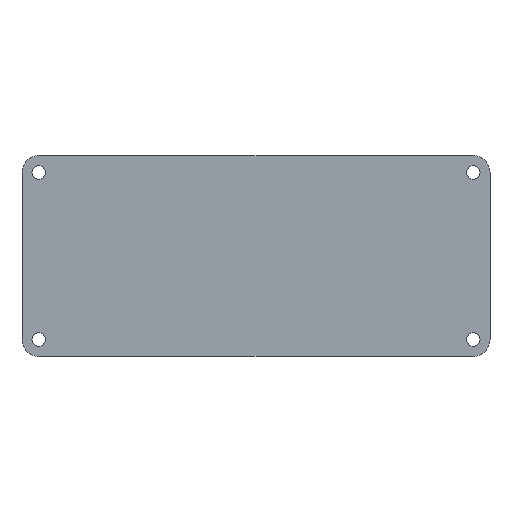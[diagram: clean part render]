
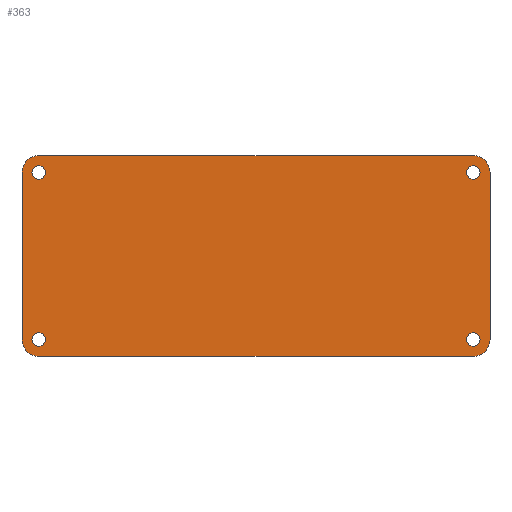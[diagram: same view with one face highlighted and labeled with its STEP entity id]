
A CAD part, top view. The second image highlights one B-rep face of the part: STEP entity #363.
In plain terms, the highlighted planar face has unit normal (0, 0, 1).
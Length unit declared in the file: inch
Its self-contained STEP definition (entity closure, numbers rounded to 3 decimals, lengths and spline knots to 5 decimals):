
#3 = CIRCLE ( 'NONE', #603, 0.1005 ) ;
#4 = EDGE_LOOP ( 'NONE', ( #477, #494 ) ) ;
#15 = VECTOR ( 'NONE', #364, 39.37008 ) ;
#25 = CARTESIAN_POINT ( 'NONE',  ( 0., 0., 0.11811 ) ) ;
#27 = EDGE_LOOP ( 'NONE', ( #473, #450 ) ) ;
#32 = CARTESIAN_POINT ( 'NONE',  ( 0.25, 2.75, 0.11811 ) ) ;
#40 = CIRCLE ( 'NONE', #172, 0.25 ) ;
#43 = DIRECTION ( 'NONE',  ( 1., 0., 0. ) ) ;
#44 = DIRECTION ( 'NONE',  ( 1., 0., 0. ) ) ;
#52 = ORIENTED_EDGE ( 'NONE', *, *, #250, .T. ) ;
#57 = ORIENTED_EDGE ( 'NONE', *, *, #499, .F. ) ;
#59 = CIRCLE ( 'NONE', #251, 0.25 ) ;
#64 = VERTEX_POINT ( 'NONE', #174 ) ;
#67 = VERTEX_POINT ( 'NONE', #126 ) ;
#73 = CARTESIAN_POINT ( 'NONE',  ( 7., 0.25, 0.11811 ) ) ;
#94 = DIRECTION ( 'NONE',  ( 1., 0., 0. ) ) ;
#103 = EDGE_LOOP ( 'NONE', ( #147, #57 ) ) ;
#111 = ORIENTED_EDGE ( 'NONE', *, *, #430, .F. ) ;
#125 = DIRECTION ( 'NONE',  ( 0., 0., -1. ) ) ;
#126 = CARTESIAN_POINT ( 'NONE',  ( 6.6495, 0.25, 0.11811 ) ) ;
#131 = VECTOR ( 'NONE', #623, 39.37008 ) ;
#138 = ORIENTED_EDGE ( 'NONE', *, *, #422, .T. ) ;
#143 = DIRECTION ( 'NONE',  ( 0., 0., 1. ) ) ;
#146 = DIRECTION ( 'NONE',  ( 0., 0., 1. ) ) ;
#147 = ORIENTED_EDGE ( 'NONE', *, *, #244, .F. ) ;
#150 = VERTEX_POINT ( 'NONE', #540 ) ;
#153 = AXIS2_PLACEMENT_3D ( 'NONE', #32, #409, #501 ) ;
#156 = CARTESIAN_POINT ( 'NONE',  ( 0., 2.75, 0.11811 ) ) ;
#157 = VERTEX_POINT ( 'NONE', #193 ) ;
#158 = VERTEX_POINT ( 'NONE', #585 ) ;
#159 = EDGE_CURVE ( 'NONE', #64, #608, #272, .T. ) ;
#162 = CIRCLE ( 'NONE', #416, 0.1005 ) ;
#165 = FACE_BOUND ( 'NONE', #503, .T. ) ;
#168 = LINE ( 'NONE', #207, #260 ) ;
#169 = EDGE_LOOP ( 'NONE', ( #459, #138, #556, #281, #448, #566, #628, #52 ) ) ;
#170 = AXIS2_PLACEMENT_3D ( 'NONE', #592, #315, #403 ) ;
#172 = AXIS2_PLACEMENT_3D ( 'NONE', #482, #223, #479 ) ;
#174 = CARTESIAN_POINT ( 'NONE',  ( 6.6495, 2.75, 0.11811 ) ) ;
#175 = CARTESIAN_POINT ( 'NONE',  ( 0.25, 2.75, 0.11811 ) ) ;
#180 = AXIS2_PLACEMENT_3D ( 'NONE', #285, #481, #44 ) ;
#181 = DIRECTION ( 'NONE',  ( 0., 0., 1. ) ) ;
#186 = EDGE_CURVE ( 'NONE', #548, #67, #361, .T. ) ;
#190 = CARTESIAN_POINT ( 'NONE',  ( 6.75, 2.75, 0.11811 ) ) ;
#192 = CIRCLE ( 'NONE', #562, 0.25 ) ;
#193 = CARTESIAN_POINT ( 'NONE',  ( 0.3505, 0.25, 0.11811 ) ) ;
#196 = CARTESIAN_POINT ( 'NONE',  ( 6.75, 2.75, 0.11811 ) ) ;
#197 = VERTEX_POINT ( 'NONE', #627 ) ;
#199 = EDGE_CURVE ( 'NONE', #197, #415, #59, .T. ) ;
#207 = CARTESIAN_POINT ( 'NONE',  ( 0., 0., 0.11811 ) ) ;
#209 = VERTEX_POINT ( 'NONE', #390 ) ;
#210 = AXIS2_PLACEMENT_3D ( 'NONE', #175, #181, #568 ) ;
#213 = FACE_BOUND ( 'NONE', #27, .T. ) ;
#218 = CIRCLE ( 'NONE', #170, 0.1005 ) ;
#223 = DIRECTION ( 'NONE',  ( 0., 0., 1. ) ) ;
#225 = CARTESIAN_POINT ( 'NONE',  ( 0.25, 2.75, 0.11811 ) ) ;
#235 = DIRECTION ( 'NONE',  ( 1., 0., 0. ) ) ;
#244 = EDGE_CURVE ( 'NONE', #484, #150, #282, .T. ) ;
#250 = EDGE_CURVE ( 'NONE', #428, #158, #542, .T. ) ;
#251 = AXIS2_PLACEMENT_3D ( 'NONE', #190, #143, #485 ) ;
#259 = CARTESIAN_POINT ( 'NONE',  ( 0., 3., 0.11811 ) ) ;
#260 = VECTOR ( 'NONE', #356, 39.37008 ) ;
#261 = VERTEX_POINT ( 'NONE', #73 ) ;
#266 = CARTESIAN_POINT ( 'NONE',  ( 6.8505, 2.75, 0.11811 ) ) ;
#267 = DIRECTION ( 'NONE',  ( -1., 0., 0. ) ) ;
#269 = CARTESIAN_POINT ( 'NONE',  ( 6.75, 0., 0.11811 ) ) ;
#270 = EDGE_CURVE ( 'NONE', #608, #64, #218, .T. ) ;
#272 = CIRCLE ( 'NONE', #561, 0.1005 ) ;
#274 = DIRECTION ( 'NONE',  ( 0., 0., 1. ) ) ;
#278 = EDGE_CURVE ( 'NONE', #580, #428, #168, .T. ) ;
#279 = CARTESIAN_POINT ( 'NONE',  ( 0., 0.25, 0.11811 ) ) ;
#281 = ORIENTED_EDGE ( 'NONE', *, *, #199, .T. ) ;
#282 = CIRCLE ( 'NONE', #153, 0.1005 ) ;
#284 = CIRCLE ( 'NONE', #210, 0.1005 ) ;
#285 = CARTESIAN_POINT ( 'NONE',  ( 6.75, 0.25, 0.11811 ) ) ;
#287 = CARTESIAN_POINT ( 'NONE',  ( 7., 0., 0.11811 ) ) ;
#315 = DIRECTION ( 'NONE',  ( 0., 0., 1. ) ) ;
#316 = VERTEX_POINT ( 'NONE', #269 ) ;
#332 = LINE ( 'NONE', #287, #131 ) ;
#334 = LINE ( 'NONE', #386, #510 ) ;
#340 = CARTESIAN_POINT ( 'NONE',  ( 0.25, 0.25, 0.11811 ) ) ;
#347 = EDGE_CURVE ( 'NONE', #415, #209, #353, .T. ) ;
#353 = LINE ( 'NONE', #259, #15 ) ;
#356 = DIRECTION ( 'NONE',  ( 0., -1., 0. ) ) ;
#361 = CIRCLE ( 'NONE', #180, 0.1005 ) ;
#363 = ADVANCED_FACE ( 'NONE', ( #612, #165, #213, #507, #458 ), #565, .F. ) ;
#364 = DIRECTION ( 'NONE',  ( -1., 0., 0. ) ) ;
#371 = AXIS2_PLACEMENT_3D ( 'NONE', #545, #461, #267 ) ;
#386 = CARTESIAN_POINT ( 'NONE',  ( 0., 0., 0.11811 ) ) ;
#389 = DIRECTION ( 'NONE',  ( 0., 0., 1. ) ) ;
#390 = CARTESIAN_POINT ( 'NONE',  ( 0.25, 3., 0.11811 ) ) ;
#396 = CIRCLE ( 'NONE', #498, 0.1005 ) ;
#402 = EDGE_CURVE ( 'NONE', #261, #197, #332, .T. ) ;
#403 = DIRECTION ( 'NONE',  ( 1., 0., 0. ) ) ;
#409 = DIRECTION ( 'NONE',  ( 0., 0., 1. ) ) ;
#415 = VERTEX_POINT ( 'NONE', #616 ) ;
#416 = AXIS2_PLACEMENT_3D ( 'NONE', #423, #474, #43 ) ;
#417 = CARTESIAN_POINT ( 'NONE',  ( 0.3505, 2.75, 0.11811 ) ) ;
#422 = EDGE_CURVE ( 'NONE', #316, #261, #40, .T. ) ;
#423 = CARTESIAN_POINT ( 'NONE',  ( 6.75, 0.25, 0.11811 ) ) ;
#428 = VERTEX_POINT ( 'NONE', #279 ) ;
#429 = DIRECTION ( 'NONE',  ( -1., 0., 0. ) ) ;
#430 = EDGE_CURVE ( 'NONE', #67, #548, #162, .T. ) ;
#441 = DIRECTION ( 'NONE',  ( 1., 0., 0. ) ) ;
#445 = EDGE_CURVE ( 'NONE', #157, #597, #396, .T. ) ;
#448 = ORIENTED_EDGE ( 'NONE', *, *, #347, .T. ) ;
#450 = ORIENTED_EDGE ( 'NONE', *, *, #549, .F. ) ;
#458 = FACE_OUTER_BOUND ( 'NONE', #169, .T. ) ;
#459 = ORIENTED_EDGE ( 'NONE', *, *, #512, .T. ) ;
#461 = DIRECTION ( 'NONE',  ( 0., 0., 1. ) ) ;
#468 = CARTESIAN_POINT ( 'NONE',  ( 0.25, 0.25, 0.11811 ) ) ;
#471 = DIRECTION ( 'NONE',  ( 0., 0., 1. ) ) ;
#473 = ORIENTED_EDGE ( 'NONE', *, *, #445, .F. ) ;
#474 = DIRECTION ( 'NONE',  ( 0., 0., 1. ) ) ;
#477 = ORIENTED_EDGE ( 'NONE', *, *, #270, .F. ) ;
#479 = DIRECTION ( 'NONE',  ( -1., 0., 0. ) ) ;
#481 = DIRECTION ( 'NONE',  ( 0., 0., 1. ) ) ;
#482 = CARTESIAN_POINT ( 'NONE',  ( 6.75, 0.25, 0.11811 ) ) ;
#484 = VERTEX_POINT ( 'NONE', #417 ) ;
#485 = DIRECTION ( 'NONE',  ( -1., 0., 0. ) ) ;
#492 = EDGE_CURVE ( 'NONE', #209, #580, #192, .T. ) ;
#494 = ORIENTED_EDGE ( 'NONE', *, *, #159, .F. ) ;
#498 = AXIS2_PLACEMENT_3D ( 'NONE', #468, #274, #618 ) ;
#499 = EDGE_CURVE ( 'NONE', #150, #484, #284, .T. ) ;
#501 = DIRECTION ( 'NONE',  ( 1., 0., 0. ) ) ;
#503 = EDGE_LOOP ( 'NONE', ( #517, #111 ) ) ;
#506 = CARTESIAN_POINT ( 'NONE',  ( 0.1495, 0.25, 0.11811 ) ) ;
#507 = FACE_BOUND ( 'NONE', #103, .T. ) ;
#510 = VECTOR ( 'NONE', #235, 39.37008 ) ;
#512 = EDGE_CURVE ( 'NONE', #158, #316, #334, .T. ) ;
#517 = ORIENTED_EDGE ( 'NONE', *, *, #186, .F. ) ;
#532 = DIRECTION ( 'NONE',  ( -1., 0., 0. ) ) ;
#535 = CARTESIAN_POINT ( 'NONE',  ( 6.8505, 0.25, 0.11811 ) ) ;
#540 = CARTESIAN_POINT ( 'NONE',  ( 0.1495, 2.75, 0.11811 ) ) ;
#542 = CIRCLE ( 'NONE', #371, 0.25 ) ;
#545 = CARTESIAN_POINT ( 'NONE',  ( 0.25, 0.25, 0.11811 ) ) ;
#548 = VERTEX_POINT ( 'NONE', #535 ) ;
#549 = EDGE_CURVE ( 'NONE', #597, #157, #3, .T. ) ;
#556 = ORIENTED_EDGE ( 'NONE', *, *, #402, .T. ) ;
#561 = AXIS2_PLACEMENT_3D ( 'NONE', #196, #146, #94 ) ;
#562 = AXIS2_PLACEMENT_3D ( 'NONE', #225, #471, #429 ) ;
#565 = PLANE ( 'NONE',  #613 ) ;
#566 = ORIENTED_EDGE ( 'NONE', *, *, #492, .T. ) ;
#568 = DIRECTION ( 'NONE',  ( 1., 0., 0. ) ) ;
#580 = VERTEX_POINT ( 'NONE', #156 ) ;
#585 = CARTESIAN_POINT ( 'NONE',  ( 0.25, 0., 0.11811 ) ) ;
#592 = CARTESIAN_POINT ( 'NONE',  ( 6.75, 2.75, 0.11811 ) ) ;
#597 = VERTEX_POINT ( 'NONE', #506 ) ;
#603 = AXIS2_PLACEMENT_3D ( 'NONE', #340, #389, #441 ) ;
#608 = VERTEX_POINT ( 'NONE', #266 ) ;
#612 = FACE_BOUND ( 'NONE', #4, .T. ) ;
#613 = AXIS2_PLACEMENT_3D ( 'NONE', #25, #125, #532 ) ;
#616 = CARTESIAN_POINT ( 'NONE',  ( 6.75, 3., 0.11811 ) ) ;
#618 = DIRECTION ( 'NONE',  ( 1., 0., 0. ) ) ;
#623 = DIRECTION ( 'NONE',  ( 0., 1., 0. ) ) ;
#627 = CARTESIAN_POINT ( 'NONE',  ( 7., 2.75, 0.11811 ) ) ;
#628 = ORIENTED_EDGE ( 'NONE', *, *, #278, .T. ) ;
